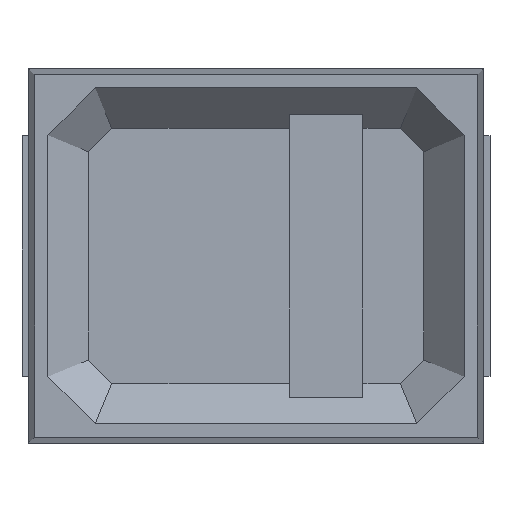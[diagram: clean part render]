
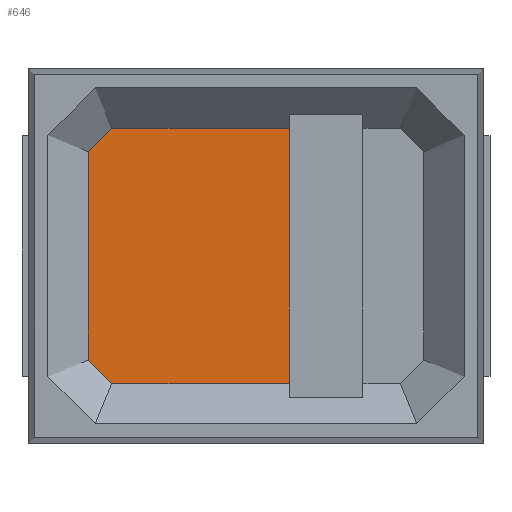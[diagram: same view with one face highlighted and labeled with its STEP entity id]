
A CAD part, top view. The second image highlights one B-rep face of the part: STEP entity #646.
In plain terms, the highlighted planar face has unit normal (0, 0, 1).
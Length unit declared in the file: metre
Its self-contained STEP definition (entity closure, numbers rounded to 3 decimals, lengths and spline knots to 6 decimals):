
#170=ORIENTED_EDGE('',*,*,#273,.F.);
#171=ORIENTED_EDGE('',*,*,#201,.F.);
#172=ORIENTED_EDGE('',*,*,#267,.F.);
#173=ORIENTED_EDGE('',*,*,#269,.F.);
#174=ORIENTED_EDGE('',*,*,#270,.F.);
#175=ORIENTED_EDGE('',*,*,#196,.F.);
#196=EDGE_CURVE('',#284,#285,#340,.F.);
#201=EDGE_CURVE('',#288,#289,#345,.F.);
#267=EDGE_CURVE('',#330,#288,#411,.F.);
#269=EDGE_CURVE('',#331,#330,#413,.F.);
#270=EDGE_CURVE('',#285,#331,#414,.F.);
#273=EDGE_CURVE('',#289,#284,#417,.T.);
#284=VERTEX_POINT('',#877);
#285=VERTEX_POINT('',#879);
#288=VERTEX_POINT('',#888);
#289=VERTEX_POINT('',#889);
#330=VERTEX_POINT('',#1018);
#331=VERTEX_POINT('',#1022);
#340=LINE('',#878,#428);
#345=LINE('',#887,#433);
#411=LINE('',#1019,#499);
#413=LINE('',#1023,#501);
#414=LINE('',#1025,#502);
#417=LINE('',#1032,#505);
#428=VECTOR('',#712,1.);
#433=VECTOR('',#719,1.);
#499=VECTOR('',#831,1.);
#501=VECTOR('',#835,1.);
#502=VECTOR('',#838,1.);
#505=VECTOR('',#849,1.);
#540=EDGE_LOOP('',(#170,#171,#172,#173,#174,#175));
#576=FACE_BOUND('',#540,.T.);
#611=PLANE('',#694);
#646=ADVANCED_FACE('',(#576),#611,.T.);
#694=AXIS2_PLACEMENT_3D('',#1031,#847,#848);
#712=DIRECTION('',(1.,0.,0.));
#719=DIRECTION('',(-1.,0.,0.));
#831=DIRECTION('',(-0.707,-0.707,0.));
#835=DIRECTION('',(0.,-1.,0.));
#838=DIRECTION('',(0.707,-0.707,0.));
#847=DIRECTION('',(0.,0.,1.));
#848=DIRECTION('',(1.,0.,0.));
#849=DIRECTION('',(0.,-1.,0.));
#877=CARTESIAN_POINT('',(0.00025,-0.000956,0.0004));
#878=CARTESIAN_POINT('',(0.,-0.000956,0.0004));
#879=CARTESIAN_POINT('',(-0.001078,-0.000956,0.0004));
#887=CARTESIAN_POINT('',(0.,0.000956,0.0004));
#888=CARTESIAN_POINT('',(-0.001078,0.000956,0.0004));
#889=CARTESIAN_POINT('',(0.00025,0.000956,0.0004));
#1018=CARTESIAN_POINT('',(-0.001256,0.000778,0.0004));
#1019=CARTESIAN_POINT('',(-0.001017,0.001017,0.0004));
#1022=CARTESIAN_POINT('',(-0.001256,-0.000778,0.0004));
#1023=CARTESIAN_POINT('',(-0.001256,0.,0.0004));
#1025=CARTESIAN_POINT('',(-0.001017,-0.001017,0.0004));
#1031=CARTESIAN_POINT('',(0.,0.,0.0004));
#1032=CARTESIAN_POINT('',(0.00025,0.,0.0004));
